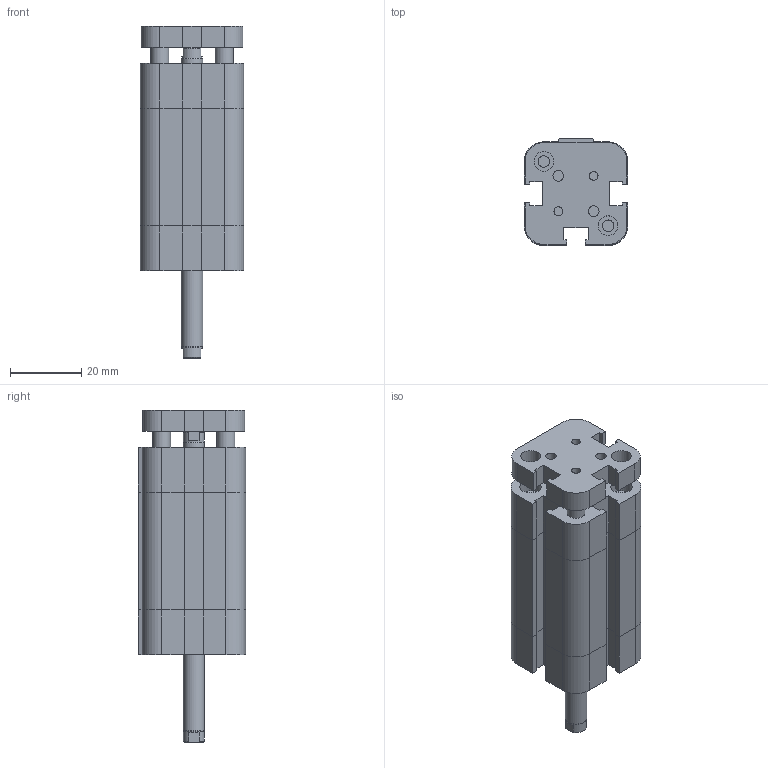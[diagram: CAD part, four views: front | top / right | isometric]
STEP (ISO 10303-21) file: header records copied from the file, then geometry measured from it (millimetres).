
FILE_DESCRIPTION((''),'2;1');
FILE_NAME('1581_12_0020_08_1.iam.stp','2009-04-20T15:29:43',(''),(''),'Autodesk Inventor 2009','Autodesk Inventor 2009','');
FILE_SCHEMA(('AUTOMOTIVE_DESIGN { 1 0 10303 214 1 1 1 1 }'));
Length unit declared in the file: millimetre
Products named in the file (3): 1581_12_0020_08_1; 1581_12_0020_08_1_C; 1561_12_0020_08_1_SA
Assembly tree (2 placements, depth 2):
  1581_12_0020_08_1
    1581_12_0020_08_1_C
    1561_12_0020_08_1_SA
Bounding box: 29 x 30 x 93 mm (x, y, z)
Volume: 46441.3 mm3; surface area: 18563.4 mm2
Topology: 2 solids, 2 shells, 209 faces, 490 edges, 306 vertices
Faces by surface type: plane 135, bspline 47, cylinder 21, cone 6
Full cylindrical faces by diameter (mm): 5 x2, 5.8 x2, 6 x1
Entity records: 6154 total; most frequent: CARTESIAN_POINT 1453, ORIENTED_EDGE 884, DIRECTION 862, EDGE_CURVE 442, VECTOR 340, LINE 340, VERTEX_POINT 290, EDGE_LOOP 276
